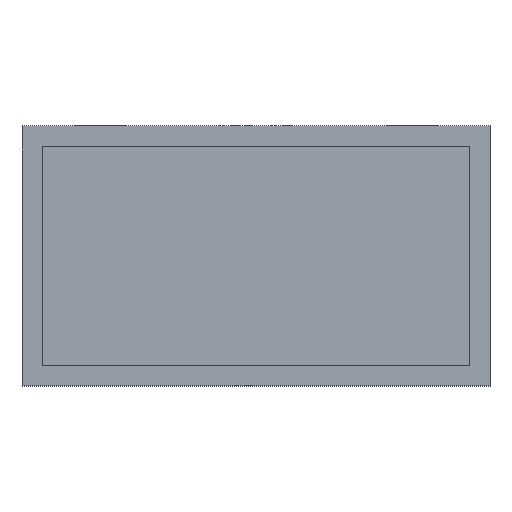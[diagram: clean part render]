
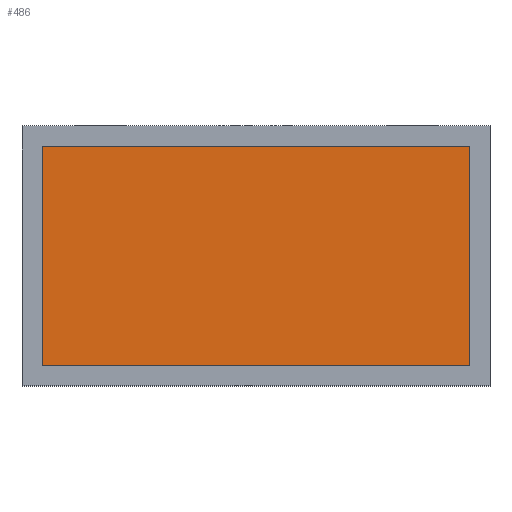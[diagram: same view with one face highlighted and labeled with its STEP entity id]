
A CAD part, top view. The second image highlights one B-rep face of the part: STEP entity #486.
In plain terms, the highlighted planar face has unit normal (0, 0, 1).
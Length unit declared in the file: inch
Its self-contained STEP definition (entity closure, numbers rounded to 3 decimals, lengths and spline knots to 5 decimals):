
#39=PLANE('',#533);
#62=FACE_OUTER_BOUND('',#89,.T.);
#89=EDGE_LOOP('',(#423,#424,#425,#426));
#134=LINE('',#748,#190);
#139=LINE('',#757,#195);
#140=LINE('',#760,#196);
#145=LINE('',#768,#201);
#190=VECTOR('',#617,0.3937);
#195=VECTOR('',#624,0.3937);
#196=VECTOR('',#627,0.3937);
#201=VECTOR('',#634,0.3937);
#253=VERTEX_POINT('',#745);
#254=VERTEX_POINT('',#747);
#257=VERTEX_POINT('',#755);
#258=VERTEX_POINT('',#759);
#310=EDGE_CURVE('',#253,#254,#134,.T.);
#315=EDGE_CURVE('',#253,#257,#139,.F.);
#316=EDGE_CURVE('',#254,#258,#140,.T.);
#321=EDGE_CURVE('',#257,#258,#145,.F.);
#423=ORIENTED_EDGE('',*,*,#315,.T.);
#424=ORIENTED_EDGE('',*,*,#321,.T.);
#425=ORIENTED_EDGE('',*,*,#316,.F.);
#426=ORIENTED_EDGE('',*,*,#310,.F.);
#486=ADVANCED_FACE('',(#62),#39,.T.);
#533=AXIS2_PLACEMENT_3D('',#771,#638,#639);
#617=DIRECTION('',(0.,1.,0.));
#624=DIRECTION('',(-1.,0.,0.));
#627=DIRECTION('',(1.,0.,0.));
#634=DIRECTION('',(0.,-1.,0.));
#638=DIRECTION('center_axis',(0.,0.,1.));
#639=DIRECTION('ref_axis',(1.,0.,0.));
#745=CARTESIAN_POINT('',(0.19685,0.19685,0.19685));
#747=CARTESIAN_POINT('',(0.19685,2.30315,0.19685));
#748=CARTESIAN_POINT('',(0.19685,1.875,0.19685));
#755=CARTESIAN_POINT('',(4.30315,0.19685,0.19685));
#757=CARTESIAN_POINT('',(1.125,0.19685,0.19685));
#759=CARTESIAN_POINT('',(4.30315,2.30315,0.19685));
#760=CARTESIAN_POINT('',(3.375,2.30315,0.19685));
#768=CARTESIAN_POINT('',(4.30315,0.625,0.19685));
#771=CARTESIAN_POINT('Origin',(2.25,1.25,0.19685));
